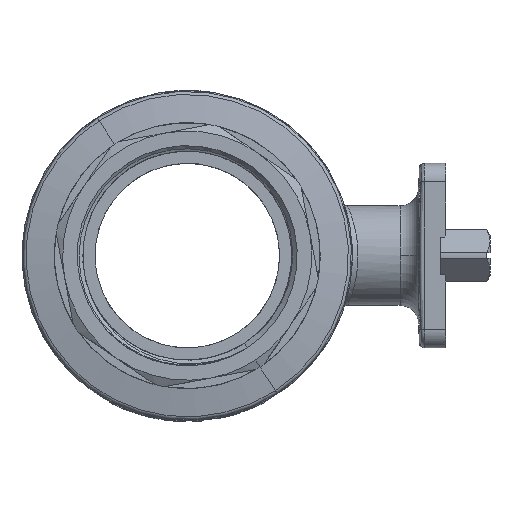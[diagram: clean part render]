
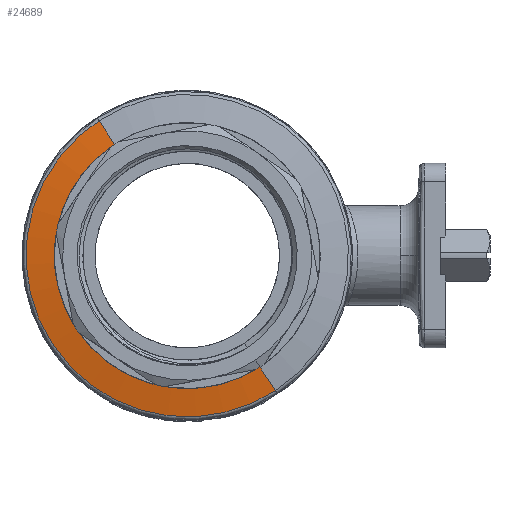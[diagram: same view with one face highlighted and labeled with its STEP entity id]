
A CAD part, front view. The second image highlights one B-rep face of the part: STEP entity #24689.
In plain terms, the highlighted conical face has half-angle 80 degrees and reference radius 36 mm.
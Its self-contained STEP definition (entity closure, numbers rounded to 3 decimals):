
#335 = CARTESIAN_POINT ( 'NONE',  ( 0., -37.999, 0. ) ) ;
#4157 = CARTESIAN_POINT ( 'NONE',  ( -19.69, -37.999, 30.138 ) ) ;
#8038 = ORIENTED_EDGE ( 'NONE', *, *, #22598, .T. ) ;
#11396 = DIRECTION ( 'NONE',  ( 0., 1., 0. ) ) ;
#13248 = CIRCLE ( 'NONE', #36863, 36. ) ;
#14605 = VERTEX_POINT ( 'NONE', #39697 ) ;
#15156 = LINE ( 'NONE', #4157, #36811 ) ;
#15535 = CARTESIAN_POINT ( 'NONE',  ( 0., -37.999, 0. ) ) ;
#15828 = CARTESIAN_POINT ( 'NONE',  ( 19.69, -37.999, -30.138 ) ) ;
#16512 = ORIENTED_EDGE ( 'NONE', *, *, #34945, .T. ) ;
#22598 = EDGE_CURVE ( 'NONE', #43523, #31217, #31437, .T. ) ;
#23547 = DIRECTION ( 'NONE',  ( -0.539, 0.174, 0.824 ) ) ;
#23866 = VERTEX_POINT ( 'NONE', #15828 ) ;
#23942 = FACE_OUTER_BOUND ( 'NONE', #44301, .T. ) ;
#24671 = EDGE_CURVE ( 'NONE', #14605, #43523, #15156, .T. ) ;
#24689 = ADVANCED_FACE ( 'NONE', ( #23942 ), #34470, .T. ) ;
#25752 = DIRECTION ( 'NONE',  ( -0.547, 0., 0.837 ) ) ;
#26694 = CARTESIAN_POINT ( 'NONE',  ( -23.887, -36.646, 36.562 ) ) ;
#29206 = CARTESIAN_POINT ( 'NONE',  ( 0., -36.646, 0. ) ) ;
#30626 = DIRECTION ( 'NONE',  ( 0.547, 0., -0.837 ) ) ;
#31217 = VERTEX_POINT ( 'NONE', #39767 ) ;
#31437 = CIRCLE ( 'NONE', #33394, 43.674 ) ;
#32422 = DIRECTION ( 'NONE',  ( 0.539, 0.174, -0.824 ) ) ;
#33394 = AXIS2_PLACEMENT_3D ( 'NONE', #29206, #47856, #25752 ) ;
#34470 = CONICAL_SURFACE ( 'NONE', #35064, 36., 1.396 ) ;
#34945 = EDGE_CURVE ( 'NONE', #23866, #14605, #13248, .T. ) ;
#35064 = AXIS2_PLACEMENT_3D ( 'NONE', #15535, #45692, #30626 ) ;
#35221 = ORIENTED_EDGE ( 'NONE', *, *, #24671, .T. ) ;
#36811 = VECTOR ( 'NONE', #23547, 1000. ) ;
#36863 = AXIS2_PLACEMENT_3D ( 'NONE', #335, #11396, #37578 ) ;
#37578 = DIRECTION ( 'NONE',  ( 0.547, 0., -0.837 ) ) ;
#39286 = ORIENTED_EDGE ( 'NONE', *, *, #39481, .F. ) ;
#39481 = EDGE_CURVE ( 'NONE', #23866, #31217, #43758, .T. ) ;
#39697 = CARTESIAN_POINT ( 'NONE',  ( -19.69, -37.999, 30.138 ) ) ;
#39767 = CARTESIAN_POINT ( 'NONE',  ( 23.887, -36.646, -36.562 ) ) ;
#43523 = VERTEX_POINT ( 'NONE', #26694 ) ;
#43758 = LINE ( 'NONE', #46534, #46717 ) ;
#44301 = EDGE_LOOP ( 'NONE', ( #16512, #35221, #8038, #39286 ) ) ;
#45692 = DIRECTION ( 'NONE',  ( 0., 1., 0. ) ) ;
#46534 = CARTESIAN_POINT ( 'NONE',  ( 19.69, -37.999, -30.138 ) ) ;
#46717 = VECTOR ( 'NONE', #32422, 1000. ) ;
#47856 = DIRECTION ( 'NONE',  ( 0., -1., 0. ) ) ;
